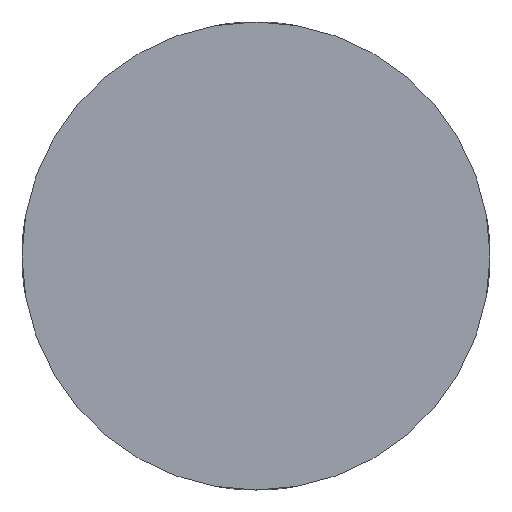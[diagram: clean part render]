
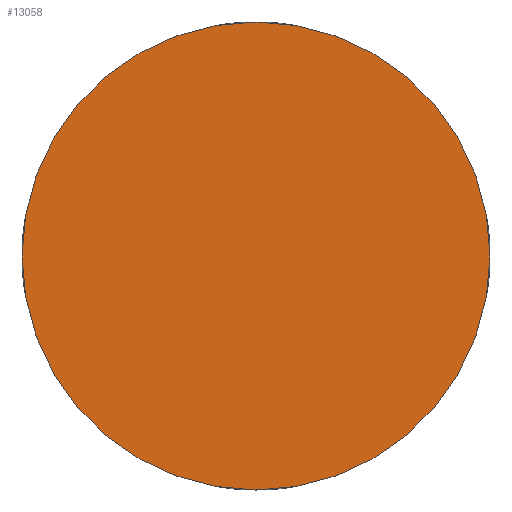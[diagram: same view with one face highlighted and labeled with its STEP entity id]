
A CAD part, left-side view. The second image highlights one B-rep face of the part: STEP entity #13058.
In plain terms, the highlighted planar face has unit normal (-1, 0, 0).
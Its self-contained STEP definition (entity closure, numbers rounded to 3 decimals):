
#502=PLANE('',#13935);
#3718=FACE_OUTER_BOUND('',#4463,.T.);
#4463=EDGE_LOOP('',(#9160));
#5312=CIRCLE('',#13934,21.);
#5898=VERTEX_POINT('',#19277);
#7196=EDGE_CURVE('',#5898,#5898,#5312,.T.);
#9160=ORIENTED_EDGE('',*,*,#7196,.F.);
#13058=ADVANCED_FACE('',(#3718),#502,.F.);
#13934=AXIS2_PLACEMENT_3D('',#19279,#15314,#15315);
#13935=AXIS2_PLACEMENT_3D('',#19280,#15316,#15317);
#15314=DIRECTION('center_axis',(1.,0.,0.));
#15315=DIRECTION('ref_axis',(0.,1.,0.));
#15316=DIRECTION('center_axis',(1.,0.,0.));
#15317=DIRECTION('ref_axis',(0.,1.,0.));
#19277=CARTESIAN_POINT('',(0.,-21.,0.));
#19279=CARTESIAN_POINT('Origin',(0.,0.,0.));
#19280=CARTESIAN_POINT('Origin',(0.,0.,0.));
